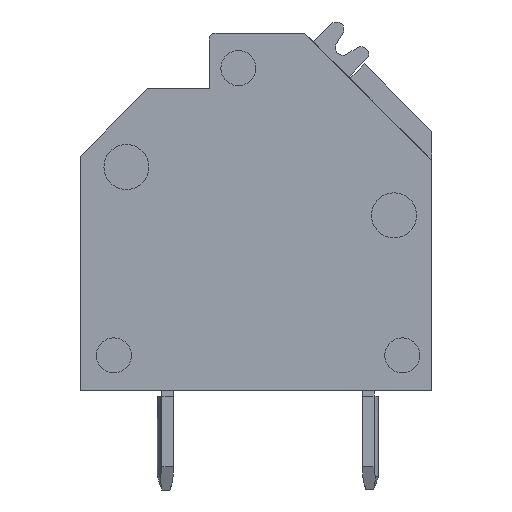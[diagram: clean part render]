
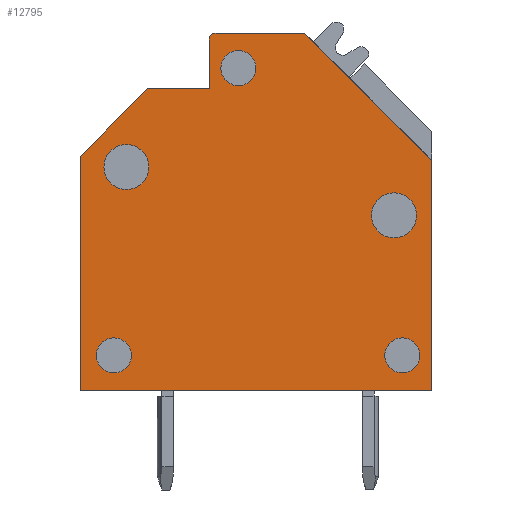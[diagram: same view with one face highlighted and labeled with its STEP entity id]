
A CAD part, left-side view. The second image highlights one B-rep face of the part: STEP entity #12795.
In plain terms, the highlighted planar face has unit normal (-1, 0, 0).
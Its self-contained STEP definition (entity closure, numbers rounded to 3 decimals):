
#743=CIRCLE('',#13941,0.6);
#744=CIRCLE('',#13942,0.77);
#745=CIRCLE('',#13943,0.6);
#746=CIRCLE('',#13944,0.6);
#747=CIRCLE('',#13945,0.77);
#748=CIRCLE('',#13946,0.2);
#3814=ORIENTED_EDGE('',*,*,#6008,.F.);
#3815=ORIENTED_EDGE('',*,*,#6009,.F.);
#3816=ORIENTED_EDGE('',*,*,#6010,.F.);
#3817=ORIENTED_EDGE('',*,*,#6011,.F.);
#3818=ORIENTED_EDGE('',*,*,#6012,.F.);
#3819=ORIENTED_EDGE('',*,*,#5990,.F.);
#3820=ORIENTED_EDGE('',*,*,#5976,.F.);
#3821=ORIENTED_EDGE('',*,*,#6004,.F.);
#3822=ORIENTED_EDGE('',*,*,#6013,.T.);
#3823=ORIENTED_EDGE('',*,*,#6001,.F.);
#3824=ORIENTED_EDGE('',*,*,#5987,.F.);
#3825=ORIENTED_EDGE('',*,*,#6000,.F.);
#3826=ORIENTED_EDGE('',*,*,#5998,.F.);
#3827=ORIENTED_EDGE('',*,*,#5995,.F.);
#5976=EDGE_CURVE('',#7320,#7321,#8631,.T.);
#5987=EDGE_CURVE('',#7329,#7330,#8639,.T.);
#5990=EDGE_CURVE('',#7321,#7332,#8642,.T.);
#5995=EDGE_CURVE('',#7332,#7335,#8647,.T.);
#5998=EDGE_CURVE('',#7335,#7336,#8650,.T.);
#6000=EDGE_CURVE('',#7336,#7329,#8652,.T.);
#6001=EDGE_CURVE('',#7330,#7337,#8653,.T.);
#6004=EDGE_CURVE('',#7338,#7320,#8656,.T.);
#6008=EDGE_CURVE('',#7340,#7340,#743,.T.);
#6009=EDGE_CURVE('',#7341,#7341,#744,.T.);
#6010=EDGE_CURVE('',#7342,#7342,#745,.T.);
#6011=EDGE_CURVE('',#7343,#7343,#746,.T.);
#6012=EDGE_CURVE('',#7344,#7344,#747,.T.);
#6013=EDGE_CURVE('',#7338,#7337,#748,.F.);
#7320=VERTEX_POINT('',#21070);
#7321=VERTEX_POINT('',#21072);
#7329=VERTEX_POINT('',#21091);
#7330=VERTEX_POINT('',#21093);
#7332=VERTEX_POINT('',#21099);
#7335=VERTEX_POINT('',#21108);
#7336=VERTEX_POINT('',#21113);
#7337=VERTEX_POINT('',#21119);
#7338=VERTEX_POINT('',#21123);
#7340=VERTEX_POINT('',#21133);
#7341=VERTEX_POINT('',#21135);
#7342=VERTEX_POINT('',#21137);
#7343=VERTEX_POINT('',#21139);
#7344=VERTEX_POINT('',#21141);
#8631=LINE('',#21071,#9986);
#8639=LINE('',#21092,#9994);
#8642=LINE('',#21098,#9997);
#8647=LINE('',#21107,#10002);
#8650=LINE('',#21112,#10005);
#8652=LINE('',#21116,#10007);
#8653=LINE('',#21118,#10008);
#8656=LINE('',#21124,#10011);
#9986=VECTOR('',#17121,1000.);
#9994=VECTOR('',#17137,1000.);
#9997=VECTOR('',#17142,1000.);
#10002=VECTOR('',#17149,1000.);
#10005=VECTOR('',#17154,1000.);
#10007=VECTOR('',#17158,1000.);
#10008=VECTOR('',#17161,1000.);
#10011=VECTOR('',#17166,1000.);
#10825=EDGE_LOOP('',(#3814));
#10826=EDGE_LOOP('',(#3815));
#10827=EDGE_LOOP('',(#3816));
#10828=EDGE_LOOP('',(#3817));
#10829=EDGE_LOOP('',(#3818));
#10830=EDGE_LOOP('',(#3819,#3820,#3821,#3822,#3823,#3824,#3825,#3826,#3827));
#11630=FACE_BOUND('',#10825,.T.);
#11631=FACE_BOUND('',#10826,.T.);
#11632=FACE_BOUND('',#10827,.T.);
#11633=FACE_BOUND('',#10828,.T.);
#11634=FACE_BOUND('',#10829,.T.);
#11635=FACE_BOUND('',#10830,.T.);
#12157=PLANE('',#13940);
#12795=ADVANCED_FACE('',(#11630,#11631,#11632,#11633,#11634,#11635),#12157,
 .F.);
#13940=AXIS2_PLACEMENT_3D('',#21131,#17174,#17175);
#13941=AXIS2_PLACEMENT_3D('',#21132,#17176,#17177);
#13942=AXIS2_PLACEMENT_3D('',#21134,#17178,#17179);
#13943=AXIS2_PLACEMENT_3D('',#21136,#17180,#17181);
#13944=AXIS2_PLACEMENT_3D('',#21138,#17182,#17183);
#13945=AXIS2_PLACEMENT_3D('',#21140,#17184,#17185);
#13946=AXIS2_PLACEMENT_3D('',#21142,#17186,#17187);
#17121=DIRECTION('',(0.,-0.707,-0.707));
#17137=DIRECTION('',(0.,-1.,0.));
#17142=DIRECTION('',(0.,0.,-1.));
#17149=DIRECTION('',(0.,1.,0.));
#17154=DIRECTION('',(0.,0.,1.));
#17158=DIRECTION('',(0.,-0.707,0.707));
#17161=DIRECTION('',(0.,0.,1.));
#17166=DIRECTION('',(0.,-1.,0.));
#17174=DIRECTION('',(1.,0.,0.));
#17175=DIRECTION('',(0.,0.,-1.));
#17176=DIRECTION('',(-1.,0.,0.));
#17177=DIRECTION('',(0.,1.,0.));
#17178=DIRECTION('',(-1.,0.,0.));
#17179=DIRECTION('',(0.,1.,0.));
#17180=DIRECTION('',(-1.,0.,0.));
#17181=DIRECTION('',(0.,1.,0.));
#17182=DIRECTION('',(-1.,0.,0.));
#17183=DIRECTION('',(0.,1.,0.));
#17184=DIRECTION('',(-1.,0.,0.));
#17185=DIRECTION('',(0.,1.,0.));
#17186=DIRECTION('',(1.,0.,0.));
#17187=DIRECTION('',(0.,0.,-1.));
#21070=CARTESIAN_POINT('',(-2.005,-1.66,8.2));
#21071=CARTESIAN_POINT('',(-2.005,-1.66,8.2));
#21072=CARTESIAN_POINT('',(-2.005,-6.,3.86));
#21091=CARTESIAN_POINT('',(-2.005,3.7,6.3));
#21092=CARTESIAN_POINT('',(-2.005,1.6,6.3));
#21093=CARTESIAN_POINT('',(-2.005,1.6,6.3));
#21098=CARTESIAN_POINT('',(-2.005,-6.,4.85));
#21099=CARTESIAN_POINT('',(-2.005,-6.,-4.));
#21107=CARTESIAN_POINT('',(-2.005,-6.,-4.));
#21108=CARTESIAN_POINT('',(-2.005,6.,-4.));
#21112=CARTESIAN_POINT('',(-2.005,6.,-4.));
#21113=CARTESIAN_POINT('',(-2.005,6.,4.));
#21116=CARTESIAN_POINT('',(-2.005,3.7,6.3));
#21118=CARTESIAN_POINT('',(-2.005,1.6,8.2));
#21119=CARTESIAN_POINT('',(-2.005,1.6,8.));
#21123=CARTESIAN_POINT('',(-2.005,1.4,8.2));
#21124=CARTESIAN_POINT('',(-2.005,1.6,8.2));
#21131=CARTESIAN_POINT('',(-2.005,0.,0.));
#21132=CARTESIAN_POINT('',(-2.005,0.6,7.006));
#21133=CARTESIAN_POINT('',(-2.005,1.2,7.006));
#21134=CARTESIAN_POINT('',(-2.005,-4.714,1.977));
#21135=CARTESIAN_POINT('',(-2.005,-3.944,1.977));
#21136=CARTESIAN_POINT('',(-2.005,-4.998,-2.804));
#21137=CARTESIAN_POINT('',(-2.005,-4.398,-2.804));
#21138=CARTESIAN_POINT('',(-2.005,4.853,-2.804));
#21139=CARTESIAN_POINT('',(-2.005,5.453,-2.804));
#21140=CARTESIAN_POINT('',(-2.005,4.424,3.628));
#21141=CARTESIAN_POINT('',(-2.005,5.194,3.628));
#21142=CARTESIAN_POINT('',(-2.005,1.4,8.));
